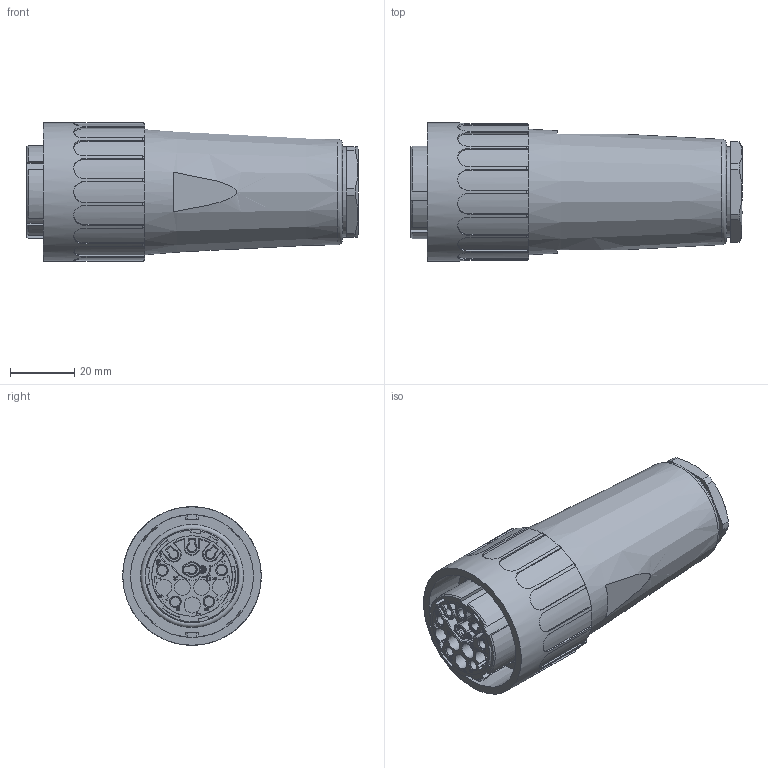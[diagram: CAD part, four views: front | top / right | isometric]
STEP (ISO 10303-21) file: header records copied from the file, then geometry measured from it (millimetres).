
FILE_DESCRIPTION(/* description */ (''),/* implementation_level */ '2;1');
FILE_NAME(/* name */ 'c016 10e012 005 2nxc001-01.stp',/* time_stamp */ '2021-11-22T14:09:33+01:00',/* author */ (''),/* organization */ (''),/* preprocessor_version */ 'ST-DEVELOPER v16.7',/* originating_system */ 'SIEMENS PLM Software NX 12.0',/* authorisation */ '');
FILE_SCHEMA (('AUTOMOTIVE_DESIGN { 1 0 10303 214 3 1 1 1 }'));
Length unit declared in the file: millimetre
Products named in the file (16): c016 g03 041 e2nxm001-11; drg 6-18x26nxs001-01; n 16 210 0009nxm001-02; drrg 8pg21nxm001-01; c016 g09 041 e2nxm001-02; c016 e23 041 e2nxm001-02; c016 e24 041 e2nxm001-01; org 29x1_5nxm001-01; dsrfl m3_0x12-g2inxm001-01; n 16 150 0003nxm001-01; n 16 150 0002nxm001-01; org 28x2nxm001-01; c016 g01 041 e2nxm001-12; c016 g35 041 e2nxm001-03; C016 10E012 005 2-01; c016 10e012 005 2nxc001-01
Assembly tree (16 placements, depth 4):
  c016 10e012 005 2nxc001-01
    C016 10E012 005 2-01
      c016 g01 041 e2nxm001-12
      org 28x2nxm001-01
      n 16 150 0002nxm001-01
      n 16 150 0003nxm001-01
      dsrfl m3_0x12-g2inxm001-01  x2
      org 29x1_5nxm001-01
      c016 e24 041 e2nxm001-01
      c016 e23 041 e2nxm001-02
      c016 g09 041 e2nxm001-02
      c016 g35 041 e2nxm001-03
        c016 g03 041 e2nxm001-11
      drrg 8pg21nxm001-01
      n 16 210 0009nxm001-02
      drg 6-18x26nxs001-01
Bounding box: 103.1 x 43 x 43 mm (x, y, z)
Volume: 149423.2 mm3; surface area: 57419 mm2
Topology: 7 solids, 7 shells, 1423 faces, 3607 edges, 2334 vertices
Faces by surface type: plane 769, cylinder 387, extrusion 113, cone 86, torus 42, bspline 22, revolution 4
Full cylindrical faces by diameter (mm): 1.575 x3, 1.75 x9, 1.95 x3, 2.6 x9, 2.7 x9, 3 x8, 3.2 x9, 3.5 x2, 4 x9, 4.2 x9, 4.3 x9, 5 x6, 18 x1, 20.5 x1, 21 x1, 24 x2, 25.9 x1, 26 x1, 27 x1, 28 x2, 29 x1, 30.2 x2, 33.5 x1, 36.5 x1, 38 x1, 38.2 x1, 43 x1
Entity records: 49127 total; most frequent: CARTESIAN_POINT 14476, ORIENTED_EDGE 6844, DIRECTION 6231, EDGE_CURVE 3422, VERTEX_POINT 2312, AXIS2_PLACEMENT_3D 2234, EDGE_LOOP 1782, VECTOR 1759
